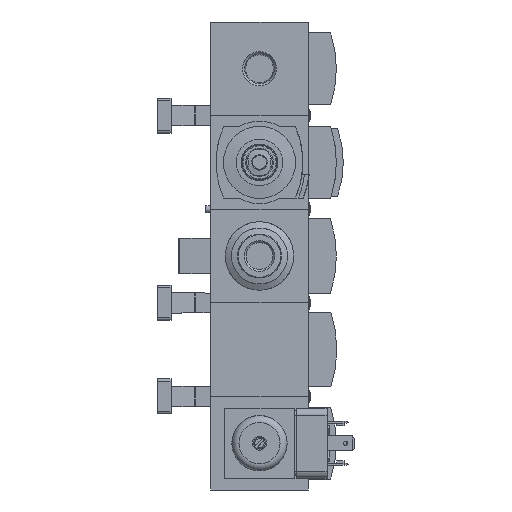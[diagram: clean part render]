
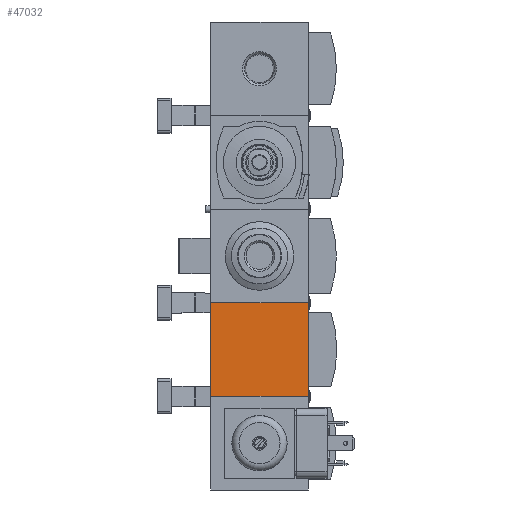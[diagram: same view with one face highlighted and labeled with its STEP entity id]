
A CAD part, front view. The second image highlights one B-rep face of the part: STEP entity #47032.
In plain terms, the highlighted planar face has unit normal (0, -1, 0).
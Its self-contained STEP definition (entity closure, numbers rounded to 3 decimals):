
#1323=PLANE('',#49884);
#4185=LINE('',#67921,#8064);
#4291=LINE('',#68143,#8170);
#4306=LINE('',#68181,#8185);
#4347=LINE('',#68289,#8226);
#8064=VECTOR('',#57046,1000.);
#8170=VECTOR('',#57218,1000.);
#8185=VECTOR('',#57247,1000.);
#8226=VECTOR('',#57330,1000.);
#16707=ORIENTED_EDGE('',*,*,#23188,.F.);
#16708=ORIENTED_EDGE('',*,*,#23302,.F.);
#16709=ORIENTED_EDGE('',*,*,#23376,.F.);
#16710=ORIENTED_EDGE('',*,*,#23322,.F.);
#23188=EDGE_CURVE('',#27303,#27304,#4185,.T.);
#23302=EDGE_CURVE('',#27386,#27303,#4291,.T.);
#23322=EDGE_CURVE('',#27304,#27403,#4306,.T.);
#23376=EDGE_CURVE('',#27403,#27386,#4347,.T.);
#27303=VERTEX_POINT('',#67920);
#27304=VERTEX_POINT('',#67922);
#27386=VERTEX_POINT('',#68142);
#27403=VERTEX_POINT('',#68182);
#31096=EDGE_LOOP('',(#16707,#16708,#16709,#16710));
#33383=FACE_BOUND('',#31096,.T.);
#47032=ADVANCED_FACE('',(#33383),#1323,.F.);
#49884=AXIS2_PLACEMENT_3D('',#68871,#57827,#57828);
#57046=DIRECTION('',(0.,0.,1.));
#57218=DIRECTION('',(-1.,0.,0.));
#57247=DIRECTION('',(1.,0.,0.));
#57330=DIRECTION('',(0.,0.,-1.));
#57827=DIRECTION('',(0.,1.,0.));
#57828=DIRECTION('',(0.,0.,1.));
#67920=CARTESIAN_POINT('',(-21.,-31.5,-20.1));
#67921=CARTESIAN_POINT('',(-21.,-31.5,-20.1));
#67922=CARTESIAN_POINT('',(-21.,-31.5,20.1));
#68142=CARTESIAN_POINT('',(21.,-31.5,-20.1));
#68143=CARTESIAN_POINT('',(21.,-31.5,-20.1));
#68181=CARTESIAN_POINT('',(-21.,-31.5,20.1));
#68182=CARTESIAN_POINT('',(21.,-31.5,20.1));
#68289=CARTESIAN_POINT('',(21.,-31.5,20.1));
#68871=CARTESIAN_POINT('',(0.,-31.5,0.));
